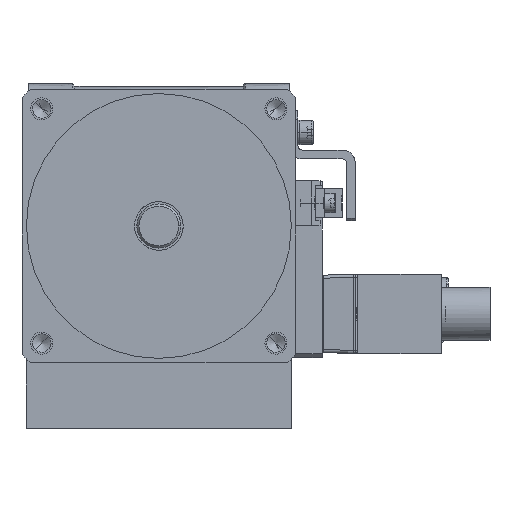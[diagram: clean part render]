
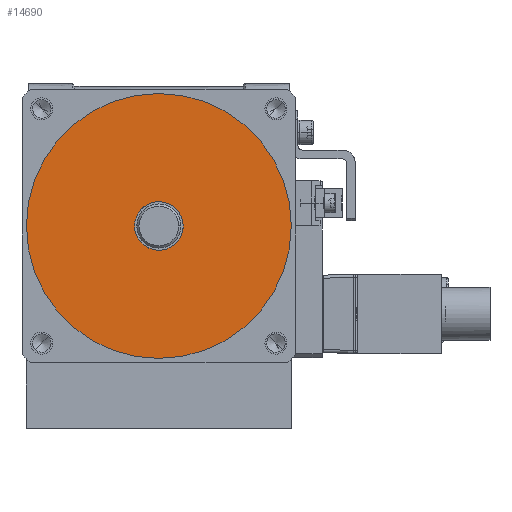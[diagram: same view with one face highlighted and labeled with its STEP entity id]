
A CAD part, front view. The second image highlights one B-rep face of the part: STEP entity #14690.
In plain terms, the highlighted planar face has unit normal (0, -1, 0).
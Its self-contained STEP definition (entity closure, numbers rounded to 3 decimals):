
#14550=CARTESIAN_POINT('Axis2P3D Location',(0.,-95.5,45.8)) ;
#14554=CARTESIAN_POINT('Vertex',(30.,-95.5,45.8)) ;
#14556=CARTESIAN_POINT('Vertex',(-30.,-95.5,45.8)) ;
#14581=CARTESIAN_POINT('Axis2P3D Location',(0.,-95.5,45.8)) ;
#14621=CARTESIAN_POINT('Axis2P3D Location',(0.,-95.5,45.8)) ;
#14631=CARTESIAN_POINT('Control Point',(5.5,-95.5,45.8)) ;
#14632=CARTESIAN_POINT('Control Point',(5.5,-95.5,46.374)) ;
#14633=CARTESIAN_POINT('Control Point',(5.425,-95.5,46.949)) ;
#14634=CARTESIAN_POINT('Control Point',(5.275,-95.5,47.51)) ;
#14635=CARTESIAN_POINT('Control Point',(4.832,-95.5,48.581)) ;
#14636=CARTESIAN_POINT('Control Point',(4.129,-95.5,49.502)) ;
#14637=CARTESIAN_POINT('Control Point',(3.719,-95.5,49.914)) ;
#14638=CARTESIAN_POINT('Control Point',(2.801,-95.5,50.62)) ;
#14639=CARTESIAN_POINT('Control Point',(1.732,-95.5,51.068)) ;
#14640=CARTESIAN_POINT('Control Point',(1.171,-95.5,51.22)) ;
#14641=CARTESIAN_POINT('Control Point',(0.023,-95.5,51.375)) ;
#14642=CARTESIAN_POINT('Control Point',(-1.127,-95.5,51.23)) ;
#14643=CARTESIAN_POINT('Control Point',(-1.689,-95.5,51.082)) ;
#14644=CARTESIAN_POINT('Control Point',(-2.761,-95.5,50.643)) ;
#14645=CARTESIAN_POINT('Control Point',(-3.685,-95.5,49.944)) ;
#14646=CARTESIAN_POINT('Control Point',(-4.098,-95.5,49.536)) ;
#14647=CARTESIAN_POINT('Control Point',(-4.809,-95.5,48.62)) ;
#14648=CARTESIAN_POINT('Control Point',(-5.261,-95.5,47.553)) ;
#14649=CARTESIAN_POINT('Control Point',(-5.415,-95.5,46.993)) ;
#14650=CARTESIAN_POINT('Control Point',(-5.496,-95.5,46.41)) ;
#14651=CARTESIAN_POINT('Control Point',(-5.5,-95.5,45.827)) ;
#14652=CARTESIAN_POINT('Control Point',(-5.5,-95.5,45.818)) ;
#14653=CARTESIAN_POINT('Control Point',(-5.5,-95.5,45.809)) ;
#14654=CARTESIAN_POINT('Control Point',(-5.5,-95.5,45.8)) ;
#14655=CARTESIAN_POINT('Vertex',(5.5,-95.5,45.8)) ;
#14657=CARTESIAN_POINT('Vertex',(-5.5,-95.5,45.8)) ;
#14661=CARTESIAN_POINT('Control Point',(-5.5,-95.5,45.8)) ;
#14662=CARTESIAN_POINT('Control Point',(-5.5,-95.5,45.226)) ;
#14663=CARTESIAN_POINT('Control Point',(-5.425,-95.5,44.651)) ;
#14664=CARTESIAN_POINT('Control Point',(-5.275,-95.5,44.09)) ;
#14665=CARTESIAN_POINT('Control Point',(-4.832,-95.5,43.019)) ;
#14666=CARTESIAN_POINT('Control Point',(-4.129,-95.5,42.098)) ;
#14667=CARTESIAN_POINT('Control Point',(-3.719,-95.5,41.686)) ;
#14668=CARTESIAN_POINT('Control Point',(-2.801,-95.5,40.98)) ;
#14669=CARTESIAN_POINT('Control Point',(-1.732,-95.5,40.532)) ;
#14670=CARTESIAN_POINT('Control Point',(-1.171,-95.5,40.38)) ;
#14671=CARTESIAN_POINT('Control Point',(-0.023,-95.5,40.225)) ;
#14672=CARTESIAN_POINT('Control Point',(1.127,-95.5,40.37)) ;
#14673=CARTESIAN_POINT('Control Point',(1.689,-95.5,40.518)) ;
#14674=CARTESIAN_POINT('Control Point',(2.761,-95.5,40.957)) ;
#14675=CARTESIAN_POINT('Control Point',(3.685,-95.5,41.656)) ;
#14676=CARTESIAN_POINT('Control Point',(4.098,-95.5,42.064)) ;
#14677=CARTESIAN_POINT('Control Point',(4.809,-95.5,42.98)) ;
#14678=CARTESIAN_POINT('Control Point',(5.261,-95.5,44.047)) ;
#14679=CARTESIAN_POINT('Control Point',(5.415,-95.5,44.607)) ;
#14680=CARTESIAN_POINT('Control Point',(5.496,-95.5,45.19)) ;
#14681=CARTESIAN_POINT('Control Point',(5.5,-95.5,45.773)) ;
#14682=CARTESIAN_POINT('Control Point',(5.5,-95.5,45.782)) ;
#14683=CARTESIAN_POINT('Control Point',(5.5,-95.5,45.791)) ;
#14684=CARTESIAN_POINT('Control Point',(5.5,-95.5,45.8)) ;
#14551=DIRECTION('Axis2P3D Direction',(-0.,1.,0.)) ;
#14582=DIRECTION('Axis2P3D Direction',(-0.,1.,0.)) ;
#14622=DIRECTION('Axis2P3D Direction',(-0.,1.,0.)) ;
#14623=DIRECTION('Axis2P3D XDirection',(1.,0.,0.)) ;
#14552=AXIS2_PLACEMENT_3D('Circle Axis2P3D',#14550,#14551,$) ;
#14583=AXIS2_PLACEMENT_3D('Circle Axis2P3D',#14581,#14582,$) ;
#14624=AXIS2_PLACEMENT_3D('Plane Axis2P3D',#14621,#14622,#14623) ;
#14627=ORIENTED_EDGE('',*,*,#14558,.F.) ;
#14628=ORIENTED_EDGE('',*,*,#14585,.F.) ;
#14687=ORIENTED_EDGE('',*,*,#14659,.F.) ;
#14688=ORIENTED_EDGE('',*,*,#14685,.F.) ;
#14689=FACE_BOUND('',#14686,.T.) ;
#14690=ADVANCED_FACE('LINEAREINHEIT',(#14629,#14689),#14625,.F.) ;
#14630=B_SPLINE_CURVE_WITH_KNOTS('',5,(#14631,#14632,#14633,#14634,#14635,#14636,#14637,#14638,#14639,#14640,#14641,#14642,#14643,#14644,#14645,#14646,#14647,#14648,#14649,#14650,#14651,#14652,#14653,#14654),.UNSPECIFIED.,.F.,.U.,(6,3,3,3,3,3,3,6),(0.,4.062,8.124,12.186,16.248,20.31,24.372,24.436),.UNSPECIFIED.) ;
#14660=B_SPLINE_CURVE_WITH_KNOTS('',5,(#14661,#14662,#14663,#14664,#14665,#14666,#14667,#14668,#14669,#14670,#14671,#14672,#14673,#14674,#14675,#14676,#14677,#14678,#14679,#14680,#14681,#14682,#14683,#14684),.UNSPECIFIED.,.F.,.U.,(6,3,3,3,3,3,3,6),(0.,4.062,8.124,12.186,16.248,20.31,24.372,24.436),.UNSPECIFIED.) ;
#14553=CIRCLE('generated circle',#14552,30.) ;
#14584=CIRCLE('generated circle',#14583,30.) ;
#14558=EDGE_CURVE('',#14555,#14557,#14553,.T.) ;
#14585=EDGE_CURVE('',#14557,#14555,#14584,.T.) ;
#14659=EDGE_CURVE('',#14656,#14658,#14630,.T.) ;
#14685=EDGE_CURVE('',#14658,#14656,#14660,.T.) ;
#14626=EDGE_LOOP('',(#14627,#14628)) ;
#14686=EDGE_LOOP('',(#14687,#14688)) ;
#14629=FACE_OUTER_BOUND('',#14626,.T.) ;
#14625=PLANE('Plane',#14624) ;
#14555=VERTEX_POINT('',#14554) ;
#14557=VERTEX_POINT('',#14556) ;
#14656=VERTEX_POINT('',#14655) ;
#14658=VERTEX_POINT('',#14657) ;
